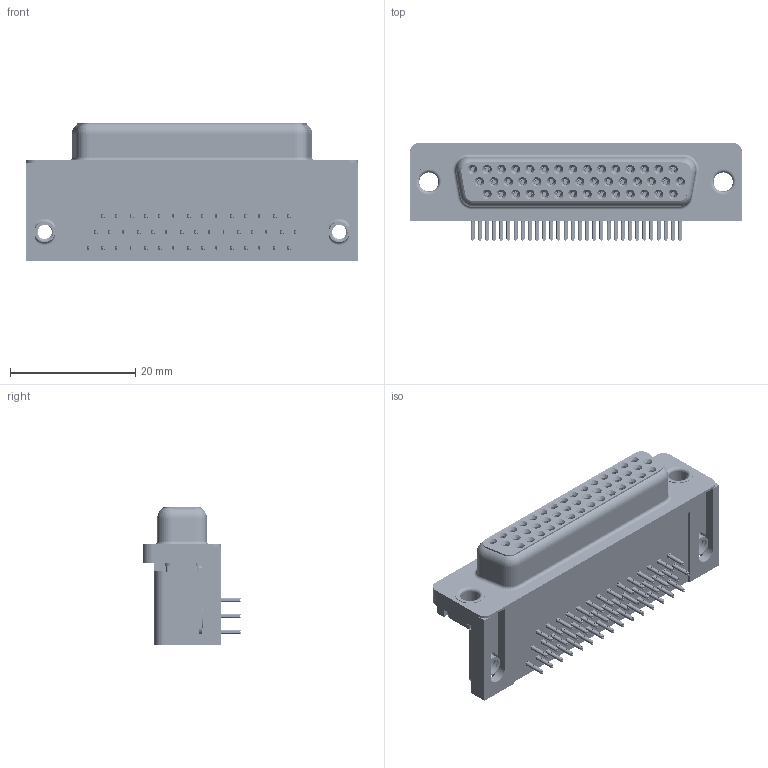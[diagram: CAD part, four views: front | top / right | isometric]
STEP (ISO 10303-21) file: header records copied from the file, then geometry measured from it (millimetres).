
FILE_DESCRIPTION (( 'STEP AP203' ), '1' );
FILE_NAME ('634-044-363-051.STEP', '2018-11-10T00:48:56', ( '' ), ( '' ), 'SwSTEP 2.0', 'SolidWorks 2016', '' );
FILE_SCHEMA (( 'CONFIG_CONTROL_DESIGN' ));
Length unit declared in the file: millimetre
Products named in the file (8): 4-40 Threaded Board Mount; Contact Middle; Thru Hole Rivet; 634-044-363-051; 634 Housing_44 Socket; 634 Shell_44 Socket; Contact Top; Contact Bottom
Assembly tree (50 placements, depth 2):
  634-044-363-051
    634 Housing_44 Socket
    634 Shell_44 Socket
    Contact Bottom  x14
    Contact Middle  x15
    Contact Top  x15
    4-40 Threaded Board Mount  x2
    Thru Hole Rivet  x2
Bounding box: 53.04 x 15.73 x 22.1 mm (x, y, z)
Volume: 9356.9 mm3; surface area: 13340.4 mm2
Topology: 50 solids, 50 shells, 6527 faces, 17154 edges, 10766 vertices
Faces by surface type: plane 2929, bspline 1534, cylinder 1490, cone 528, torus 46
Entity records: 44320 total; most frequent: CARTESIAN_POINT 13217, ORIENTED_EDGE 6154, DIRECTION 5668, EDGE_CURVE 3077, VECTOR 2072, LINE 2072, VERTEX_POINT 1966, AXIS2_PLACEMENT_3D 1798
